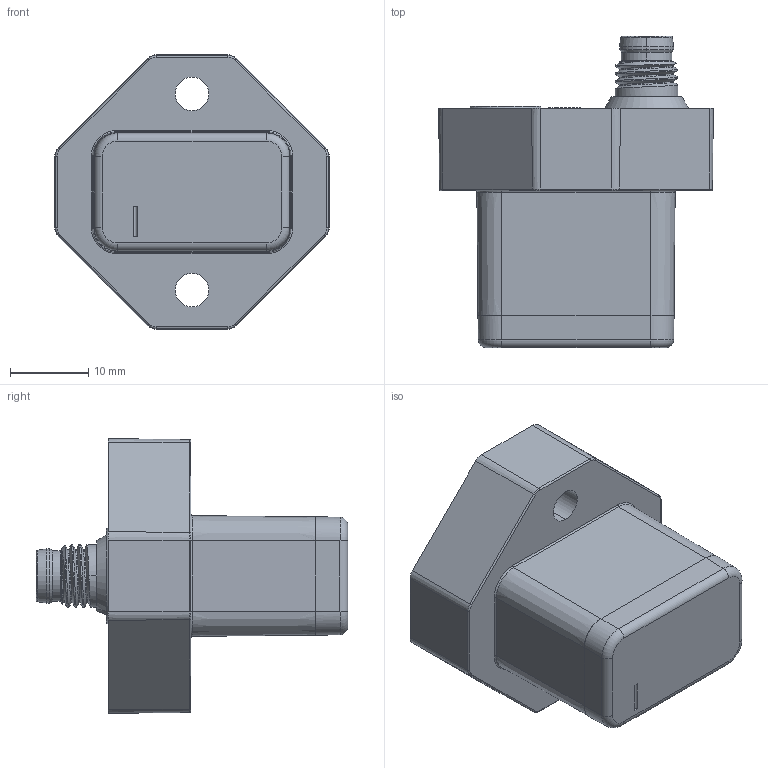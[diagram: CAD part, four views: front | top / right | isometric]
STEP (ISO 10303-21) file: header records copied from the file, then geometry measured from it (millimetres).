
FILE_DESCRIPTION((''),'2;1');
FILE_NAME('DM_CAD_0914B_SW0001','2016-08-22T',('creinig-se'),(''),'PRO/ENGINEER BY PARAMETRIC TECHNOLOGY CORPORATION, 2015440','PRO/ENGINEER BY PARAMETRIC TECHNOLOGY CORPORATION, 2015440','');
FILE_SCHEMA(('CONFIG_CONTROL_DESIGN'));
Length unit declared in the file: millimetre
Products named in the file (1): DM_CAD_0914B_SW0001
Bounding box: 35 x 39.7 x 35 mm (x, y, z)
Volume: 16808.2 mm3; surface area: 5701.4 mm2
Topology: 4 solids, 4 shells, 291 faces, 718 edges, 447 vertices
Faces by surface type: plane 95, cylinder 83, cone 58, torus 40, sphere 8, extrusion 4, bspline 3
Entity records: 12332 total; most frequent: CARTESIAN_POINT 3238, DIRECTION 1512, ORIENTED_EDGE 1420, EDGE_CURVE 710, AXIS2_PLACEMENT_3D 590, VERTEX_POINT 447, VECTOR 332, LINE 328
